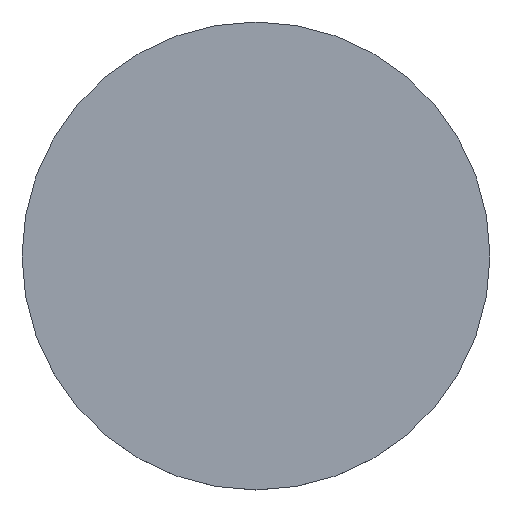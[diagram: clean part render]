
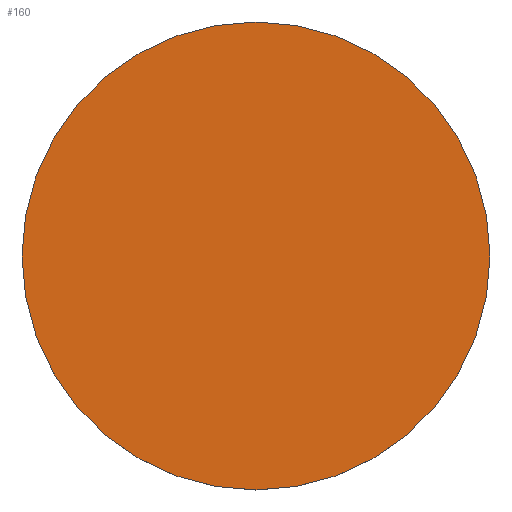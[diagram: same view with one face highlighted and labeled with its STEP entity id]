
A CAD part, top view. The second image highlights one B-rep face of the part: STEP entity #160.
In plain terms, the highlighted planar face has unit normal (0, 0, 1).
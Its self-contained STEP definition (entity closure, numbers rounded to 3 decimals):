
#17 = CIRCLE ( 'NONE', #142, 12.5 ) ;
#24 = CARTESIAN_POINT ( 'NONE',  ( -12.5, 0., 0.7 ) ) ;
#37 = CIRCLE ( 'NONE', #154, 12.5 ) ;
#53 = FACE_OUTER_BOUND ( 'NONE', #167, .T. ) ;
#59 = EDGE_CURVE ( 'NONE', #96, #62, #17, .T. ) ;
#62 = VERTEX_POINT ( 'NONE', #93 ) ;
#72 = PLANE ( 'NONE',  #100 ) ;
#73 = ORIENTED_EDGE ( 'NONE', *, *, #59, .T. ) ;
#75 = EDGE_CURVE ( 'NONE', #62, #96, #37, .T. ) ;
#83 = DIRECTION ( 'NONE',  ( 0., 0., 1. ) ) ;
#93 = CARTESIAN_POINT ( 'NONE',  ( 12.5, 0., 0.7 ) ) ;
#96 = VERTEX_POINT ( 'NONE', #24 ) ;
#99 = CARTESIAN_POINT ( 'NONE',  ( 0., 0., 0.7 ) ) ;
#100 = AXIS2_PLACEMENT_3D ( 'NONE', #99, #110, #165 ) ;
#110 = DIRECTION ( 'NONE',  ( 0., 0., 1. ) ) ;
#115 = CARTESIAN_POINT ( 'NONE',  ( 0., 0., 0.7 ) ) ;
#141 = DIRECTION ( 'NONE',  ( 0., 0., 1. ) ) ;
#142 = AXIS2_PLACEMENT_3D ( 'NONE', #145, #83, #170 ) ;
#143 = DIRECTION ( 'NONE',  ( 1., 0., 0. ) ) ;
#145 = CARTESIAN_POINT ( 'NONE',  ( 0., 0., 0.7 ) ) ;
#154 = AXIS2_PLACEMENT_3D ( 'NONE', #115, #141, #143 ) ;
#160 = ADVANCED_FACE ( 'NONE', ( #53 ), #72, .T. ) ;
#165 = DIRECTION ( 'NONE',  ( 1., 0., 0. ) ) ;
#167 = EDGE_LOOP ( 'NONE', ( #73, #175 ) ) ;
#170 = DIRECTION ( 'NONE',  ( 1., 0., 0. ) ) ;
#175 = ORIENTED_EDGE ( 'NONE', *, *, #75, .T. ) ;
